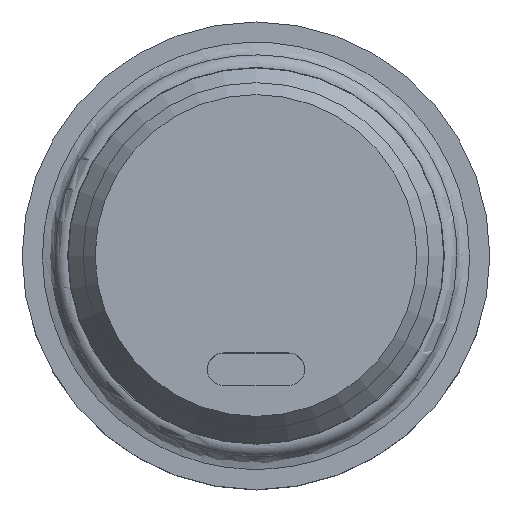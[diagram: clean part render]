
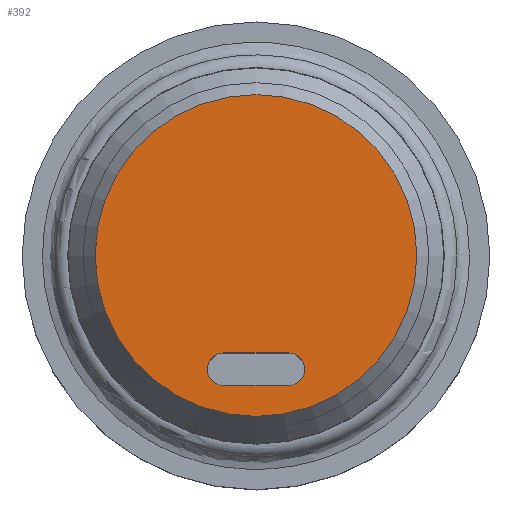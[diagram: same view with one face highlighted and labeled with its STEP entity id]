
A CAD part, top view. The second image highlights one B-rep face of the part: STEP entity #392.
In plain terms, the highlighted planar face has unit normal (0, 0, 1).
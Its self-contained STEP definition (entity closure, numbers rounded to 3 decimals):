
#39=FACE_BOUND('',#150,.T.);
#49=PLANE('',#471);
#60=LINE('',#671,#79);
#64=LINE('',#683,#83);
#79=VECTOR('',#547,10.);
#83=VECTOR('',#559,10.);
#120=FACE_OUTER_BOUND('',#149,.T.);
#149=EDGE_LOOP('',(#341));
#150=EDGE_LOOP('',(#342,#343,#344,#345));
#174=CIRCLE('',#455,2.5);
#176=CIRCLE('',#459,2.5);
#182=CIRCLE('',#470,24.767);
#201=VERTEX_POINT('',#668);
#202=VERTEX_POINT('',#670);
#204=VERTEX_POINT('',#676);
#206=VERTEX_POINT('',#682);
#212=VERTEX_POINT('',#707);
#239=EDGE_CURVE('',#202,#201,#60,.T.);
#242=EDGE_CURVE('',#204,#202,#174,.T.);
#245=EDGE_CURVE('',#206,#204,#64,.T.);
#248=EDGE_CURVE('',#201,#206,#176,.T.);
#258=EDGE_CURVE('',#212,#212,#182,.T.);
#341=ORIENTED_EDGE('',*,*,#258,.T.);
#342=ORIENTED_EDGE('',*,*,#239,.T.);
#343=ORIENTED_EDGE('',*,*,#248,.T.);
#344=ORIENTED_EDGE('',*,*,#245,.T.);
#345=ORIENTED_EDGE('',*,*,#242,.T.);
#392=ADVANCED_FACE('',(#120,#39),#49,.T.);
#455=AXIS2_PLACEMENT_3D('',#677,#553,#554);
#459=AXIS2_PLACEMENT_3D('',#687,#565,#566);
#470=AXIS2_PLACEMENT_3D('',#708,#591,#592);
#471=AXIS2_PLACEMENT_3D('',#710,#594,#595);
#547=DIRECTION('',(1.,0.,0.));
#553=DIRECTION('center_axis',(0.,0.,-1.));
#554=DIRECTION('ref_axis',(0.,1.,0.));
#559=DIRECTION('',(-1.,0.,0.));
#565=DIRECTION('center_axis',(0.,0.,-1.));
#566=DIRECTION('ref_axis',(0.,-1.,0.));
#591=DIRECTION('center_axis',(0.,0.,1.));
#592=DIRECTION('ref_axis',(1.,0.,0.));
#594=DIRECTION('center_axis',(0.,0.,1.));
#595=DIRECTION('ref_axis',(1.,0.,0.));
#668=CARTESIAN_POINT('',(5.,-15.,176.582));
#670=CARTESIAN_POINT('',(-5.,-15.,176.582));
#671=CARTESIAN_POINT('',(-2.5,-15.,176.582));
#676=CARTESIAN_POINT('',(-5.,-20.,176.582));
#677=CARTESIAN_POINT('Origin',(-5.,-17.5,176.582));
#682=CARTESIAN_POINT('',(5.,-20.,176.582));
#683=CARTESIAN_POINT('',(2.5,-20.,176.582));
#687=CARTESIAN_POINT('Origin',(5.,-17.5,176.582));
#707=CARTESIAN_POINT('',(0.,24.767,176.582));
#708=CARTESIAN_POINT('Origin',(0.,0.,176.582));
#710=CARTESIAN_POINT('Origin',(0.,0.,176.582));
